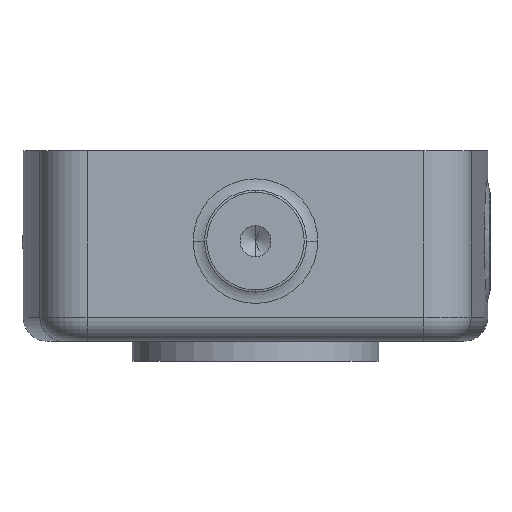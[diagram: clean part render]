
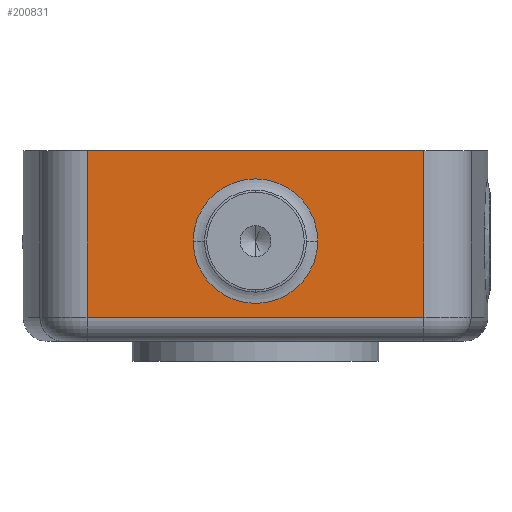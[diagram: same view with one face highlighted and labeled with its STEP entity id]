
A CAD part, front view. The second image highlights one B-rep face of the part: STEP entity #200831.
In plain terms, the highlighted planar face has unit normal (0, -1, 0).
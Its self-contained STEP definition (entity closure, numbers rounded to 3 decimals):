
#3232 = CARTESIAN_POINT ( 'NONE',  ( 17.955, -24.638, 0.33 ) ) ;
#14495 = EDGE_CURVE ( 'NONE', #29914, #66517, #63170, .T. ) ;
#17971 = VECTOR ( 'NONE', #46904, 1000. ) ;
#19652 = ORIENTED_EDGE ( 'NONE', *, *, #89699, .T. ) ;
#20451 = DIRECTION ( 'NONE',  ( 1., 0., 0. ) ) ;
#29914 = VERTEX_POINT ( 'NONE', #79012 ) ;
#43308 = CARTESIAN_POINT ( 'NONE',  ( 0., -24.638, -9.322 ) ) ;
#44516 = VERTEX_POINT ( 'NONE', #117400 ) ;
#46904 = DIRECTION ( 'NONE',  ( 0., 0., 1. ) ) ;
#50673 = AXIS2_PLACEMENT_3D ( 'NONE', #43308, #185291, #63725 ) ;
#51249 = VECTOR ( 'NONE', #177903, 1000. ) ;
#55886 = EDGE_LOOP ( 'NONE', ( #19652, #138287 ) ) ;
#60807 = ORIENTED_EDGE ( 'NONE', *, *, #165837, .T. ) ;
#63170 = LINE ( 'NONE', #160390, #171129 ) ;
#63725 = DIRECTION ( 'NONE',  ( 1., 0., 0. ) ) ;
#65414 = AXIS2_PLACEMENT_3D ( 'NONE', #97299, #239306, #117738 ) ;
#66517 = VERTEX_POINT ( 'NONE', #3232 ) ;
#67424 = AXIS2_PLACEMENT_3D ( 'NONE', #263544, #141933, #20451 ) ;
#79012 = CARTESIAN_POINT ( 'NONE',  ( -17.955, -24.638, 0.33 ) ) ;
#81767 = CARTESIAN_POINT ( 'NONE',  ( 17.955, -24.638, -17.45 ) ) ;
#87293 = FACE_OUTER_BOUND ( 'NONE', #100089, .T. ) ;
#88095 = EDGE_CURVE ( 'NONE', #117875, #29914, #119638, .T. ) ;
#89699 = EDGE_CURVE ( 'NONE', #228673, #44516, #169682, .T. ) ;
#97299 = CARTESIAN_POINT ( 'NONE',  ( 0., -24.638, -9.322 ) ) ;
#99689 = ORIENTED_EDGE ( 'NONE', *, *, #249738, .T. ) ;
#100089 = EDGE_LOOP ( 'NONE', ( #220187, #99689, #60807, #153750 ) ) ;
#107049 = CIRCLE ( 'NONE', #65414, 6.641 ) ;
#108667 = CARTESIAN_POINT ( 'NONE',  ( -17.955, -24.638, -17.45 ) ) ;
#117400 = CARTESIAN_POINT ( 'NONE',  ( -6.641, -24.638, -9.322 ) ) ;
#117738 = DIRECTION ( 'NONE',  ( 1., 0., 0. ) ) ;
#117875 = VERTEX_POINT ( 'NONE', #108667 ) ;
#119638 = LINE ( 'NONE', #189761, #17971 ) ;
#134303 = DIRECTION ( 'NONE',  ( 0., 0., 1. ) ) ;
#138287 = ORIENTED_EDGE ( 'NONE', *, *, #259438, .T. ) ;
#141933 = DIRECTION ( 'NONE',  ( 0., -1., 0. ) ) ;
#142215 = LINE ( 'NONE', #216906, #250235 ) ;
#153750 = ORIENTED_EDGE ( 'NONE', *, *, #14495, .F. ) ;
#160390 = CARTESIAN_POINT ( 'NONE',  ( 17.955, -24.638, 0.33 ) ) ;
#165837 = EDGE_CURVE ( 'NONE', #240157, #66517, #142215, .T. ) ;
#169682 = CIRCLE ( 'NONE', #50673, 6.641 ) ;
#171129 = VECTOR ( 'NONE', #200420, 1000. ) ;
#177015 = CARTESIAN_POINT ( 'NONE',  ( 17.955, -24.638, -17.45 ) ) ;
#177903 = DIRECTION ( 'NONE',  ( 1., 0., 0. ) ) ;
#185291 = DIRECTION ( 'NONE',  ( 0., 1., 0. ) ) ;
#189761 = CARTESIAN_POINT ( 'NONE',  ( -17.955, -24.638, -19.99 ) ) ;
#200420 = DIRECTION ( 'NONE',  ( 1., 0., 0. ) ) ;
#200831 = ADVANCED_FACE ( 'NONE', ( #249222, #87293 ), #220223, .T. ) ;
#213267 = LINE ( 'NONE', #177015, #51249 ) ;
#216906 = CARTESIAN_POINT ( 'NONE',  ( 17.955, -24.638, -19.99 ) ) ;
#220187 = ORIENTED_EDGE ( 'NONE', *, *, #88095, .F. ) ;
#220223 = PLANE ( 'NONE',  #67424 ) ;
#228673 = VERTEX_POINT ( 'NONE', #236384 ) ;
#236384 = CARTESIAN_POINT ( 'NONE',  ( 6.641, -24.638, -9.322 ) ) ;
#239306 = DIRECTION ( 'NONE',  ( 0., 1., 0. ) ) ;
#240157 = VERTEX_POINT ( 'NONE', #81767 ) ;
#249222 = FACE_BOUND ( 'NONE', #55886, .T. ) ;
#249738 = EDGE_CURVE ( 'NONE', #117875, #240157, #213267, .T. ) ;
#250235 = VECTOR ( 'NONE', #134303, 1000. ) ;
#259438 = EDGE_CURVE ( 'NONE', #44516, #228673, #107049, .T. ) ;
#263544 = CARTESIAN_POINT ( 'NONE',  ( 17.955, -24.638, -19.99 ) ) ;
